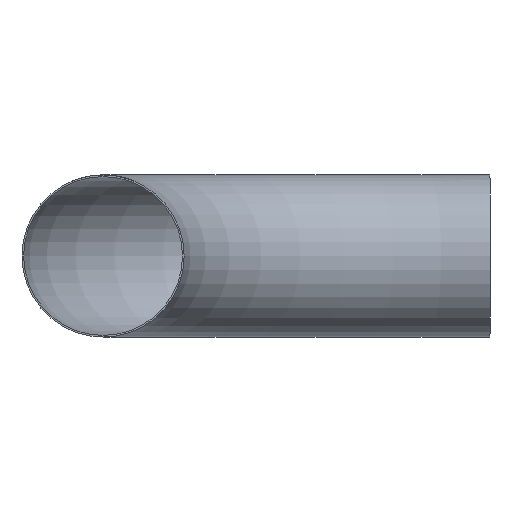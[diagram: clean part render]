
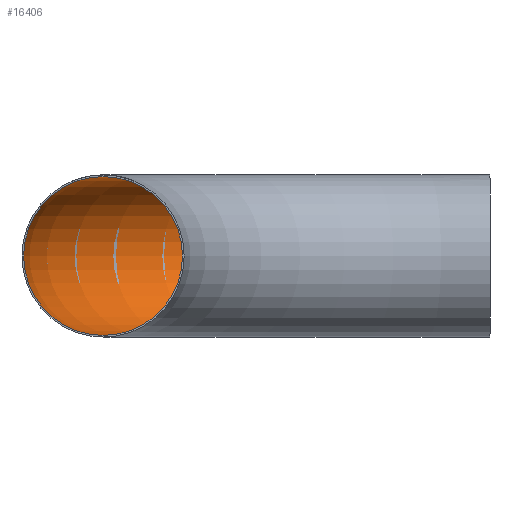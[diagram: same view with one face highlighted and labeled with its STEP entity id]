
A CAD part, front view. The second image highlights one B-rep face of the part: STEP entity #16406.
In plain terms, the highlighted toroidal (fillet/blend) face has major radius 970 mm and minor radius 199.2 mm.
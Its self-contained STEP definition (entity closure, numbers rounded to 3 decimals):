
#1390 = EDGE_CURVE ( 'NONE', #12245, #12245, #14833, .T. ) ;
#1949 = CIRCLE ( 'NONE', #10401, 199.2 ) ;
#2919 = DIRECTION ( 'NONE',  ( 0., 1., 0. ) ) ;
#3482 = TOROIDAL_SURFACE ( 'NONE', #26260, 970., 199.2 ) ;
#7600 = FACE_OUTER_BOUND ( 'NONE', #8793, .T. ) ;
#8591 = DIRECTION ( 'NONE',  ( 0., 1., 0. ) ) ;
#8793 = EDGE_LOOP ( 'NONE', ( #25311 ) ) ;
#10401 = AXIS2_PLACEMENT_3D ( 'NONE', #30965, #2919, #28467 ) ;
#12159 = AXIS2_PLACEMENT_3D ( 'NONE', #21046, #21213, #8591 ) ;
#12245 = VERTEX_POINT ( 'NONE', #17237 ) ;
#12255 = DIRECTION ( 'NONE',  ( -1., 0., 0. ) ) ;
#13188 = EDGE_CURVE ( 'NONE', #17733, #17733, #1949, .T. ) ;
#14833 = CIRCLE ( 'NONE', #12159, 199.2 ) ;
#15407 = CARTESIAN_POINT ( 'NONE',  ( 0., 0., 0. ) ) ;
#16406 = ADVANCED_FACE ( 'NONE', ( #32694, #7600 ), #3482, .F. ) ;
#17237 = CARTESIAN_POINT ( 'NONE',  ( 0., 1169.2, 0. ) ) ;
#17733 = VERTEX_POINT ( 'NONE', #27847 ) ;
#17902 = DIRECTION ( 'NONE',  ( 0., 0., -1. ) ) ;
#18852 = EDGE_LOOP ( 'NONE', ( #22080 ) ) ;
#21046 = CARTESIAN_POINT ( 'NONE',  ( 0., 970., 0. ) ) ;
#21213 = DIRECTION ( 'NONE',  ( 1., 0., 0. ) ) ;
#22080 = ORIENTED_EDGE ( 'NONE', *, *, #1390, .T. ) ;
#25311 = ORIENTED_EDGE ( 'NONE', *, *, #13188, .F. ) ;
#26260 = AXIS2_PLACEMENT_3D ( 'NONE', #15407, #17902, #12255 ) ;
#27847 = CARTESIAN_POINT ( 'NONE',  ( -970., 0., 199.2 ) ) ;
#28467 = DIRECTION ( 'NONE',  ( 0., 0., 1. ) ) ;
#30965 = CARTESIAN_POINT ( 'NONE',  ( -970., 0., 0. ) ) ;
#32694 = FACE_OUTER_BOUND ( 'NONE', #18852, .T. ) ;
